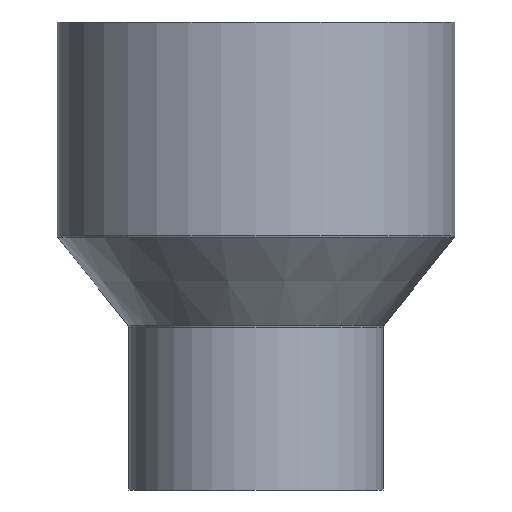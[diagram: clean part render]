
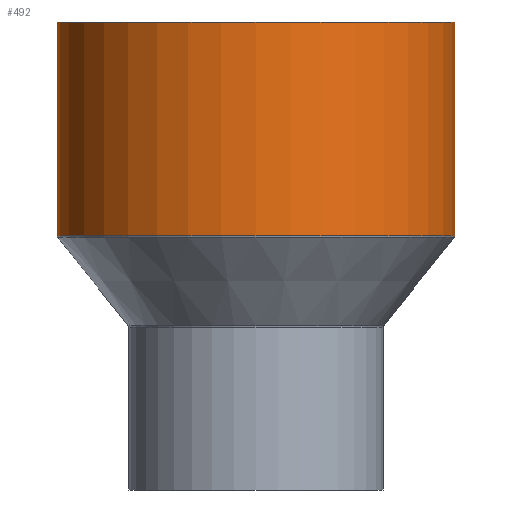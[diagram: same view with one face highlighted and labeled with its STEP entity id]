
A CAD part, front view. The second image highlights one B-rep face of the part: STEP entity #492.
In plain terms, the highlighted cylindrical face has radius 125 mm (diameter 250 mm), a partial arc.
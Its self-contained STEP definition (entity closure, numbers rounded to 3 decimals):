
#18 = ORIENTED_EDGE ( 'NONE', *, *, #63, .F. ) ;
#41 = DIRECTION ( 'NONE',  ( -1., 0., 0. ) ) ;
#44 = DIRECTION ( 'NONE',  ( 0., 0., -1. ) ) ;
#63 = EDGE_CURVE ( 'NONE', #619, #181, #404, .T. ) ;
#163 = AXIS2_PLACEMENT_3D ( 'NONE', #591, #244, #307 ) ;
#177 = ORIENTED_EDGE ( 'NONE', *, *, #312, .F. ) ;
#181 = VERTEX_POINT ( 'NONE', #363 ) ;
#191 = EDGE_LOOP ( 'NONE', ( #177, #219, #614, #18 ) ) ;
#205 = LINE ( 'NONE', #497, #611 ) ;
#218 = CARTESIAN_POINT ( 'NONE',  ( 125., 0., -16.533 ) ) ;
#219 = ORIENTED_EDGE ( 'NONE', *, *, #549, .T. ) ;
#233 = FACE_OUTER_BOUND ( 'NONE', #191, .T. ) ;
#244 = DIRECTION ( 'NONE',  ( 0., 0., -1. ) ) ;
#268 = LINE ( 'NONE', #218, #558 ) ;
#285 = VERTEX_POINT ( 'NONE', #359 ) ;
#300 = AXIS2_PLACEMENT_3D ( 'NONE', #382, #584, #630 ) ;
#307 = DIRECTION ( 'NONE',  ( -1., 0., 0. ) ) ;
#311 = DIRECTION ( 'NONE',  ( 0., 0., -1. ) ) ;
#312 = EDGE_CURVE ( 'NONE', #285, #619, #268, .T. ) ;
#359 = CARTESIAN_POINT ( 'NONE',  ( 125., 0., 159.702 ) ) ;
#363 = CARTESIAN_POINT ( 'NONE',  ( -125., 0., 25.406 ) ) ;
#382 = CARTESIAN_POINT ( 'NONE',  ( 0., 0., -16.533 ) ) ;
#404 = CIRCLE ( 'NONE', #645, 125. ) ;
#410 = DIRECTION ( 'NONE',  ( 0., 0., -1. ) ) ;
#424 = CYLINDRICAL_SURFACE ( 'NONE', #300, 125. ) ;
#450 = CARTESIAN_POINT ( 'NONE',  ( -125., 0., 159.702 ) ) ;
#492 = ADVANCED_FACE ( 'NONE', ( #233 ), #424, .T. ) ;
#497 = CARTESIAN_POINT ( 'NONE',  ( -125., 0., -16.533 ) ) ;
#507 = CIRCLE ( 'NONE', #163, 125. ) ;
#508 = CARTESIAN_POINT ( 'NONE',  ( 125., 0., 25.406 ) ) ;
#549 = EDGE_CURVE ( 'NONE', #285, #650, #507, .T. ) ;
#558 = VECTOR ( 'NONE', #410, 1000. ) ;
#584 = DIRECTION ( 'NONE',  ( 0., 0., -1. ) ) ;
#591 = CARTESIAN_POINT ( 'NONE',  ( 0., 0., 159.702 ) ) ;
#611 = VECTOR ( 'NONE', #44, 1000. ) ;
#614 = ORIENTED_EDGE ( 'NONE', *, *, #617, .T. ) ;
#617 = EDGE_CURVE ( 'NONE', #650, #181, #205, .T. ) ;
#619 = VERTEX_POINT ( 'NONE', #508 ) ;
#630 = DIRECTION ( 'NONE',  ( -1., 0., 0. ) ) ;
#645 = AXIS2_PLACEMENT_3D ( 'NONE', #654, #311, #41 ) ;
#650 = VERTEX_POINT ( 'NONE', #450 ) ;
#654 = CARTESIAN_POINT ( 'NONE',  ( 0., 0., 25.406 ) ) ;
